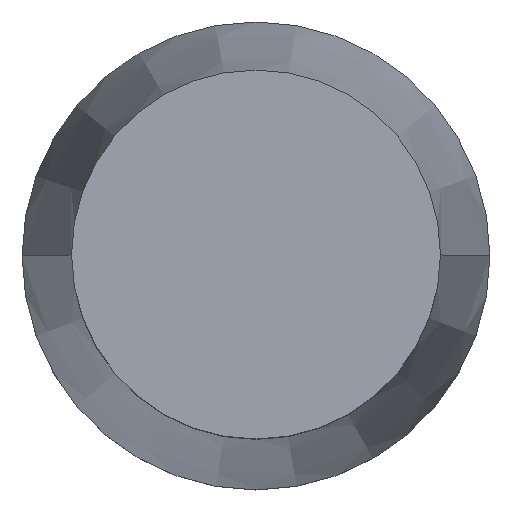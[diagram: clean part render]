
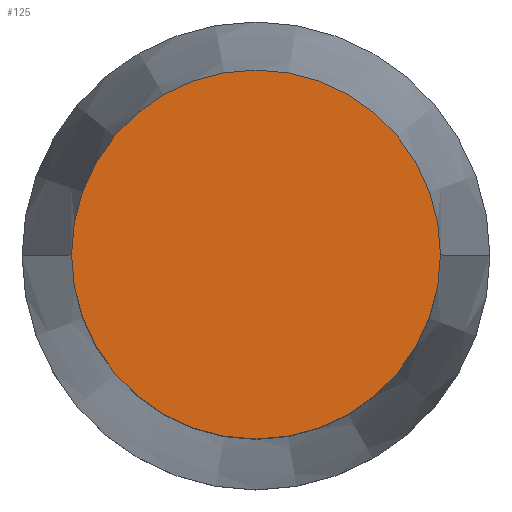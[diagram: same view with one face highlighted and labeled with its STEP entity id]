
A CAD part, top view. The second image highlights one B-rep face of the part: STEP entity #125.
In plain terms, the highlighted planar face has unit normal (0, 0, 1).
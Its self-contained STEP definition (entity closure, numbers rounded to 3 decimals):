
#54 = DIRECTION ( 'NONE',  ( 0., 0., 1. ) ) ;
#60 = DIRECTION ( 'NONE',  ( 1., 0., 0. ) ) ;
#85 = CARTESIAN_POINT ( 'NONE',  ( 10.25, 0., 0. ) ) ;
#125 = ADVANCED_FACE ( 'NONE', ( #376 ), #181, .F. ) ;
#171 = CARTESIAN_POINT ( 'NONE',  ( 0., 0., 0. ) ) ;
#181 = PLANE ( 'NONE',  #358 ) ;
#231 = DIRECTION ( 'NONE',  ( 0., 0., 1. ) ) ;
#261 = EDGE_CURVE ( 'NONE', #569, #408, #694, .T. ) ;
#310 = CARTESIAN_POINT ( 'NONE',  ( 0., 0., 0. ) ) ;
#323 = ORIENTED_EDGE ( 'NONE', *, *, #354, .T. ) ;
#329 = CARTESIAN_POINT ( 'NONE',  ( -10.25, 0., 0. ) ) ;
#354 = EDGE_CURVE ( 'NONE', #408, #569, #701, .T. ) ;
#358 = AXIS2_PLACEMENT_3D ( 'NONE', #171, #406, #565 ) ;
#376 = FACE_OUTER_BOUND ( 'NONE', #564, .T. ) ;
#406 = DIRECTION ( 'NONE',  ( 0., 0., -1. ) ) ;
#408 = VERTEX_POINT ( 'NONE', #85 ) ;
#409 = DIRECTION ( 'NONE',  ( 1., 0., 0. ) ) ;
#496 = ORIENTED_EDGE ( 'NONE', *, *, #261, .T. ) ;
#564 = EDGE_LOOP ( 'NONE', ( #323, #496 ) ) ;
#565 = DIRECTION ( 'NONE',  ( -1., 0., 0. ) ) ;
#569 = VERTEX_POINT ( 'NONE', #329 ) ;
#606 = AXIS2_PLACEMENT_3D ( 'NONE', #679, #54, #60 ) ;
#679 = CARTESIAN_POINT ( 'NONE',  ( 0., 0., 0. ) ) ;
#694 = CIRCLE ( 'NONE', #606, 10.25 ) ;
#697 = AXIS2_PLACEMENT_3D ( 'NONE', #310, #231, #409 ) ;
#701 = CIRCLE ( 'NONE', #697, 10.25 ) ;
